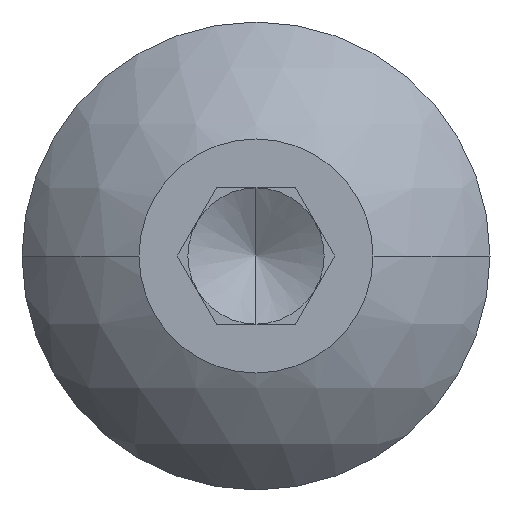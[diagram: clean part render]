
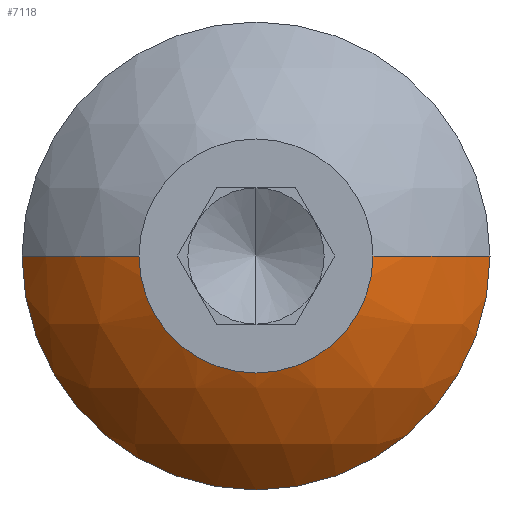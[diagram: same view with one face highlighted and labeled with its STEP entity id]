
A CAD part, left-side view. The second image highlights one B-rep face of the part: STEP entity #7118.
In plain terms, the highlighted spherical face has radius 3.304 mm.
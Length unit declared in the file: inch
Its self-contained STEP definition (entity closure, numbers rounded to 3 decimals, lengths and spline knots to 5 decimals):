
#82 = DIRECTION ( 'NONE',  ( 0., 0., 1. ) ) ;
#112 = DIRECTION ( 'NONE',  ( -1., 0., 0. ) ) ;
#155 = CARTESIAN_POINT ( 'NONE',  ( 0.044, 0., 0. ) ) ;
#383 = CARTESIAN_POINT ( 'NONE',  ( 0.044, -0.1065, 0. ) ) ;
#417 = DIRECTION ( 'NONE',  ( 1., 0., 0. ) ) ;
#567 = AXIS2_PLACEMENT_3D ( 'NONE', #10505, #5559, #417 ) ;
#1268 = CARTESIAN_POINT ( 'NONE',  ( 0., 0.05325, 0. ) ) ;
#1394 = ORIENTED_EDGE ( 'NONE', *, *, #5331, .T. ) ;
#1496 = CIRCLE ( 'NONE', #10887, 0.1065 ) ;
#1557 = DIRECTION ( 'NONE',  ( 0., 0., -1. ) ) ;
#1976 = CARTESIAN_POINT ( 'NONE',  ( 0.044, 0.1065, 0. ) ) ;
#2310 = VERTEX_POINT ( 'NONE', #1976 ) ;
#2340 = EDGE_CURVE ( 'NONE', #6122, #3990, #7276, .T. ) ;
#2492 = DIRECTION ( 'NONE',  ( 0., 1., 0. ) ) ;
#3293 = DIRECTION ( 'NONE',  ( -1., 0., 0. ) ) ;
#3567 = CARTESIAN_POINT ( 'NONE',  ( 0., 0., 0. ) ) ;
#3700 = AXIS2_PLACEMENT_3D ( 'NONE', #3931, #9663, #4748 ) ;
#3790 = VERTEX_POINT ( 'NONE', #1268 ) ;
#3908 = AXIS2_PLACEMENT_3D ( 'NONE', #3567, #9300, #4398 ) ;
#3931 = CARTESIAN_POINT ( 'NONE',  ( 0.11867, 0., 0. ) ) ;
#3990 = VERTEX_POINT ( 'NONE', #383 ) ;
#4398 = DIRECTION ( 'NONE',  ( 0., 0., 1. ) ) ;
#4748 = DIRECTION ( 'NONE',  ( 0., 1., 0. ) ) ;
#5008 = CARTESIAN_POINT ( 'NONE',  ( 0.11867, 0., 0. ) ) ;
#5109 = EDGE_CURVE ( 'NONE', #3790, #8549, #8003, .T. ) ;
#5331 = EDGE_CURVE ( 'NONE', #3990, #8549, #10467, .T. ) ;
#5476 = EDGE_CURVE ( 'NONE', #2310, #6122, #1496, .T. ) ;
#5559 = DIRECTION ( 'NONE',  ( 0., 0., 1. ) ) ;
#5655 = ORIENTED_EDGE ( 'NONE', *, *, #2340, .T. ) ;
#6015 = ORIENTED_EDGE ( 'NONE', *, *, #5476, .T. ) ;
#6021 = FACE_OUTER_BOUND ( 'NONE', #6289, .T. ) ;
#6122 = VERTEX_POINT ( 'NONE', #7533 ) ;
#6289 = EDGE_LOOP ( 'NONE', ( #6015, #5655, #1394, #9784, #7230 ) ) ;
#6408 = CIRCLE ( 'NONE', #567, 0.13007 ) ;
#7118 = ADVANCED_FACE ( 'NONE', ( #6021 ), #7962, .T. ) ;
#7230 = ORIENTED_EDGE ( 'NONE', *, *, #8429, .F. ) ;
#7276 = CIRCLE ( 'NONE', #8546, 0.1065 ) ;
#7359 = CARTESIAN_POINT ( 'NONE',  ( 0., -0.05325, 0. ) ) ;
#7533 = CARTESIAN_POINT ( 'NONE',  ( 0.044, 0., -0.1065 ) ) ;
#7962 = SPHERICAL_SURFACE ( 'NONE', #8080, 0.13007 ) ;
#8003 = CIRCLE ( 'NONE', #3908, 0.05325 ) ;
#8080 = AXIS2_PLACEMENT_3D ( 'NONE', #5008, #1557, #2492 ) ;
#8234 = CARTESIAN_POINT ( 'NONE',  ( 0.044, 0., 0. ) ) ;
#8429 = EDGE_CURVE ( 'NONE', #2310, #3790, #6408, .T. ) ;
#8546 = AXIS2_PLACEMENT_3D ( 'NONE', #155, #112, #82 ) ;
#8549 = VERTEX_POINT ( 'NONE', #7359 ) ;
#9048 = DIRECTION ( 'NONE',  ( 0., 0., 1. ) ) ;
#9300 = DIRECTION ( 'NONE',  ( -1., 0., 0. ) ) ;
#9663 = DIRECTION ( 'NONE',  ( 0., 0., -1. ) ) ;
#9784 = ORIENTED_EDGE ( 'NONE', *, *, #5109, .F. ) ;
#10467 = CIRCLE ( 'NONE', #3700, 0.13007 ) ;
#10505 = CARTESIAN_POINT ( 'NONE',  ( 0.11867, 0., 0. ) ) ;
#10887 = AXIS2_PLACEMENT_3D ( 'NONE', #8234, #3293, #9048 ) ;
